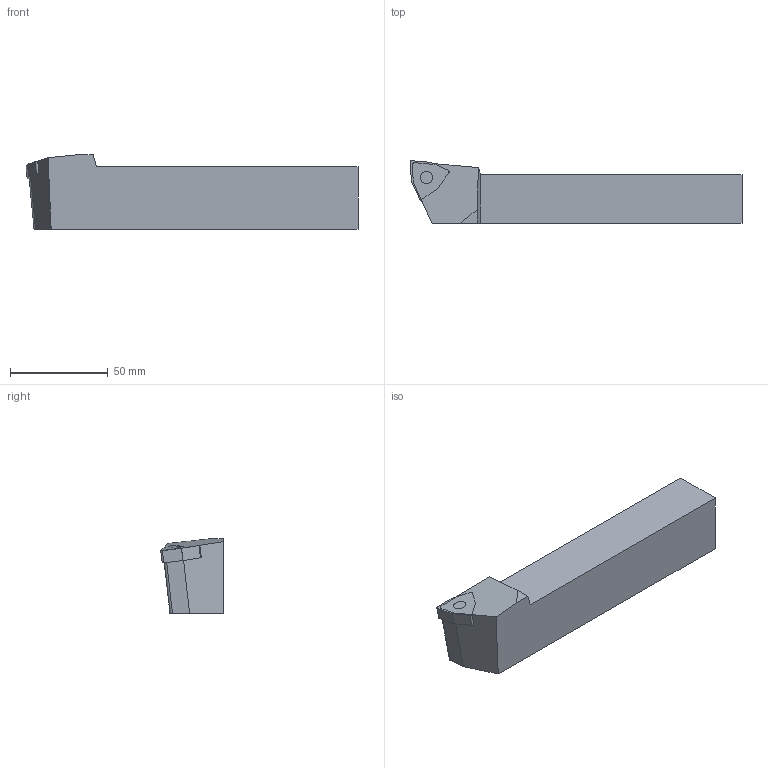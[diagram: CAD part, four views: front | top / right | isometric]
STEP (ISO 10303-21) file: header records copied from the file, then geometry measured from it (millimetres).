
FILE_DESCRIPTION(/* description */ (''),/* implementation_level */ '2;1');
FILE_NAME(/* name */ 'DWLNL3225P10_SIM.stp',/* time_stamp */ '2022-12-08T14:41:57+01:00',/* author */ (''),/* organization */ (''),/* preprocessor_version */ 'ST-DEVELOPER v18.102',/* originating_system */ 'SIEMENS PLM Software NX 2027',/* authorisation */ '');
FILE_SCHEMA (('AUTOMOTIVE_DESIGN { 1 0 10303 214 3 1 1 1 }'));
Length unit declared in the file: millimetre
Products named in the file (1): model1
Bounding box: 170.04 x 32.04 x 38.05 mm (x, y, z)
Volume: 137708.8 mm3; surface area: 21945.1 mm2
Topology: 2 solids, 2 shells, 31 faces, 83 edges, 56 vertices
Faces by surface type: plane 23, cylinder 8
Full cylindrical faces by diameter (mm): 6.35 x1
Entity records: 1073 total; most frequent: CARTESIAN_POINT 186, ORIENTED_EDGE 180, DIRECTION 173, EDGE_CURVE 90, LINE 71, VECTOR 71, VERTEX_POINT 64, AXIS2_PLACEMENT_3D 51
